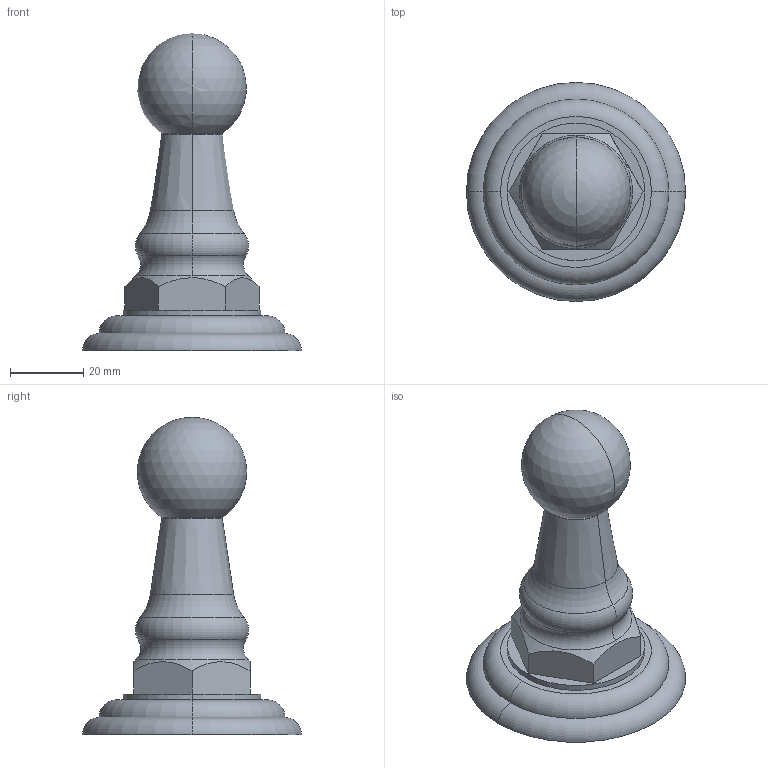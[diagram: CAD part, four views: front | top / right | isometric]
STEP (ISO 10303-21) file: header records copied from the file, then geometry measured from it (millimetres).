
FILE_DESCRIPTION((''),'2;1');
FILE_NAME('13-12_WEB','2010-06-21T',('shambuling'),(''),'PRO/ENGINEER BY PARAMETRIC TECHNOLOGY CORPORATION, 2009300','PRO/ENGINEER BY PARAMETRIC TECHNOLOGY CORPORATION, 2009300','');
FILE_SCHEMA(('CONFIG_CONTROL_DESIGN'));
Length unit declared in the file: inch
Products named in the file (1): 13-12_WEB
Bounding box: 59.94 x 59.94 x 86.8 mm (x, y, z)
Surface area: 15728 mm2 (no closed solid volume)
Topology: 0 solids, 9 shells, 47 faces, 135 edges, 94 vertices
Faces by surface type: torus 12, plane 11, cylinder 8, bspline 8, cone 6, sphere 2
Entity records: 3168 total; most frequent: CARTESIAN_POINT 2030, ORIENTED_EDGE 217, DIRECTION 203, EDGE_CURVE 133, VERTEX_POINT 94, AXIS2_PLACEMENT_3D 85, B_SPLINE_CURVE_WITH_KNOTS 54, EDGE_LOOP 47
